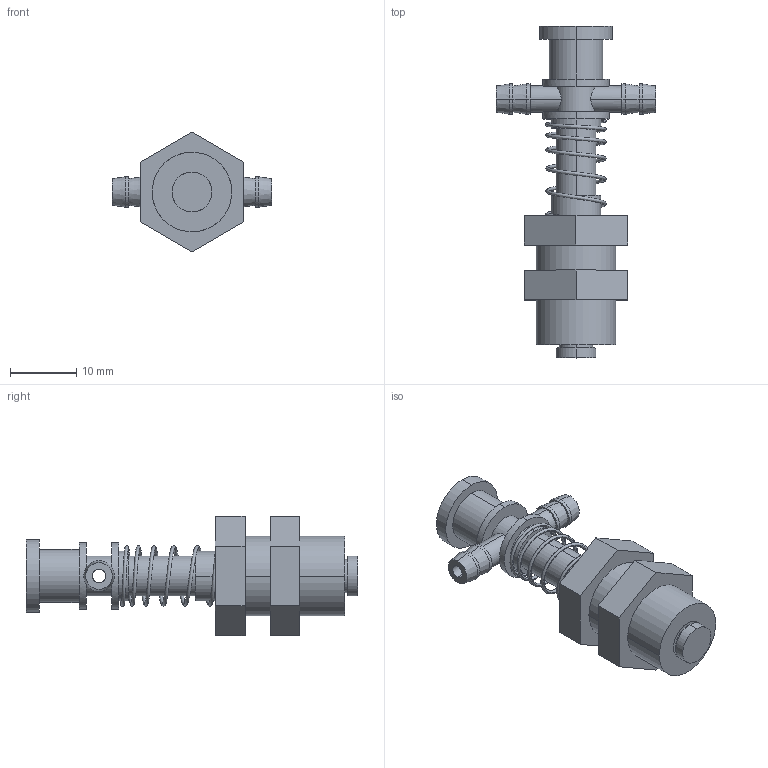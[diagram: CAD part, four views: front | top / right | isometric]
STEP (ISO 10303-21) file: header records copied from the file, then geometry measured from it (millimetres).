
FILE_DESCRIPTION (( 'STEP AP203' ), '1' );
FILE_NAME ('DL3-YPJ50M12.STEP', '2021-04-06T01:08:38', ( '' ), ( '' ), 'SwSTEP 2.0', 'SolidWorks 2014', '' );
FILE_SCHEMA (( 'CONFIG_CONTROL_DESIGN' ));
Length unit declared in the file: millimetre
Products named in the file (5): DL3-YPJ80M12-30; M8-15粟銅; DL3-YPJ50M12-20; DL3-YPJ50M12-10; DL3-YPJ50M12
Assembly tree (4 placements, depth 2):
  DL3-YPJ50M12
    DL3-YPJ50M12-10
    DL3-YPJ50M12-20
    DL3-YPJ80M12-30
    M8-15粟銅
Bounding box: 24 x 50 x 18 mm (x, y, z)
Volume: 4447.3 mm3; surface area: 4456.5 mm2
Topology: 4 solids, 4 shells, 96 faces, 217 edges, 142 vertices
Faces by surface type: cylinder 46, plane 40, cone 8, bspline 2
Entity records: 6000 total; most frequent: CARTESIAN_POINT 3252, DIRECTION 499, ORIENTED_EDGE 434, EDGE_CURVE 217, AXIS2_PLACEMENT_3D 201, VERTEX_POINT 142, EDGE_LOOP 117, CIRCLE 100
